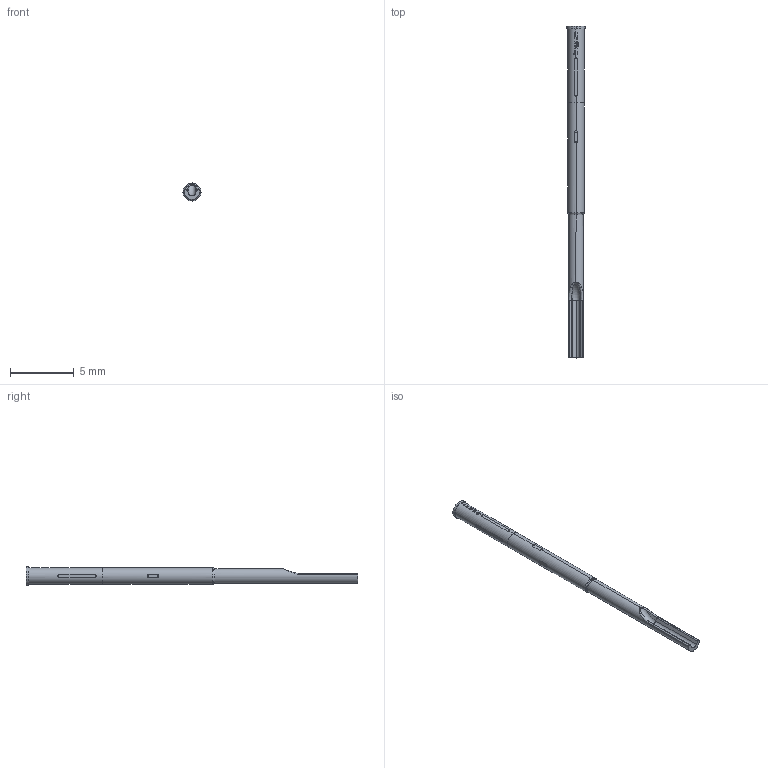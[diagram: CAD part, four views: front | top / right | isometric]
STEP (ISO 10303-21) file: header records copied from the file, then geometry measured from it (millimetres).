
FILE_DESCRIPTION (( 'STEP AP203' ), '1' );
FILE_NAME ('INGUN_KS-101_30.STEP', '2022-02-09T05:14:25', ( 'ochi' ), ( '' ), 'SwSTEP 2.0', 'SolidWorks 2018', '' );
FILE_SCHEMA (( 'CONFIG_CONTROL_DESIGN' ));
Length unit declared in the file: millimetre
Products named in the file (1): INGUN_KS-101_30
Bounding box: 1.42 x 26 x 1.42 mm (x, y, z)
Volume: 28.6 mm3; surface area: 105.2 mm2
Topology: 1 solids, 1 shells, 126 faces, 338 edges, 220 vertices
Faces by surface type: cylinder 49, bspline 40, plane 28, torus 5, cone 4
Entity records: 4991 total; most frequent: CARTESIAN_POINT 2296, ORIENTED_EDGE 676, EDGE_CURVE 338, DIRECTION 327, B_SPLINE_CURVE_WITH_KNOTS 223, VERTEX_POINT 220, EDGE_LOOP 132, FACE_OUTER_BOUND 126
